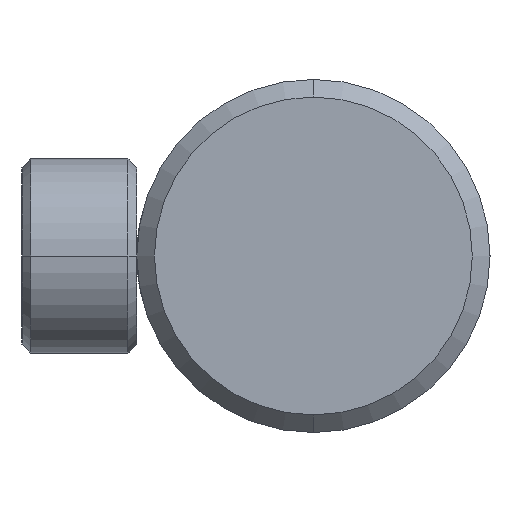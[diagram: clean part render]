
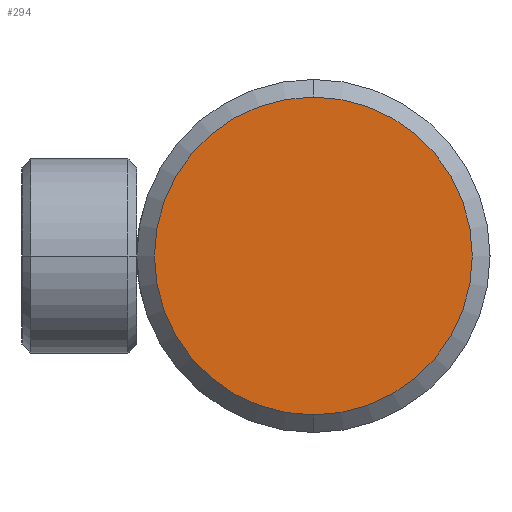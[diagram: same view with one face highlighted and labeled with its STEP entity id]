
A CAD part, left-side view. The second image highlights one B-rep face of the part: STEP entity #294.
In plain terms, the highlighted planar face has unit normal (-1, 0, 0).
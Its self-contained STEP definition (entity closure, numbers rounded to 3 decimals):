
#76 = CIRCLE ( 'NONE', #2681, 18. ) ;
#294 = ADVANCED_FACE ( 'NONE', ( #523 ), #2135, .T. ) ;
#446 = CARTESIAN_POINT ( 'NONE',  ( 0., 0., 0. ) ) ;
#523 = FACE_OUTER_BOUND ( 'NONE', #953, .T. ) ;
#845 = AXIS2_PLACEMENT_3D ( 'NONE', #2367, #1056, #2595 ) ;
#892 = ORIENTED_EDGE ( 'NONE', *, *, #1532, .F. ) ;
#953 = EDGE_LOOP ( 'NONE', ( #892, #1230 ) ) ;
#954 = CARTESIAN_POINT ( 'NONE',  ( 0., 0., -18. ) ) ;
#1041 = CIRCLE ( 'NONE', #845, 18. ) ;
#1056 = DIRECTION ( 'NONE',  ( 1., 0., 0. ) ) ;
#1166 = DIRECTION ( 'NONE',  ( -1., 0., 0. ) ) ;
#1230 = ORIENTED_EDGE ( 'NONE', *, *, #2375, .F. ) ;
#1238 = CARTESIAN_POINT ( 'NONE',  ( 0., 0., 0. ) ) ;
#1532 = EDGE_CURVE ( 'NONE', #1878, #2305, #76, .T. ) ;
#1556 = CARTESIAN_POINT ( 'NONE',  ( 0., 0., 18. ) ) ;
#1878 = VERTEX_POINT ( 'NONE', #954 ) ;
#2071 = DIRECTION ( 'NONE',  ( 1., 0., 0. ) ) ;
#2080 = AXIS2_PLACEMENT_3D ( 'NONE', #446, #1166, #2801 ) ;
#2135 = PLANE ( 'NONE',  #2080 ) ;
#2305 = VERTEX_POINT ( 'NONE', #1556 ) ;
#2367 = CARTESIAN_POINT ( 'NONE',  ( 0., 0., 0. ) ) ;
#2375 = EDGE_CURVE ( 'NONE', #2305, #1878, #1041, .T. ) ;
#2518 = DIRECTION ( 'NONE',  ( 0., 0., -1. ) ) ;
#2595 = DIRECTION ( 'NONE',  ( 0., 0., -1. ) ) ;
#2681 = AXIS2_PLACEMENT_3D ( 'NONE', #1238, #2071, #2518 ) ;
#2801 = DIRECTION ( 'NONE',  ( 0., 0., 1. ) ) ;
